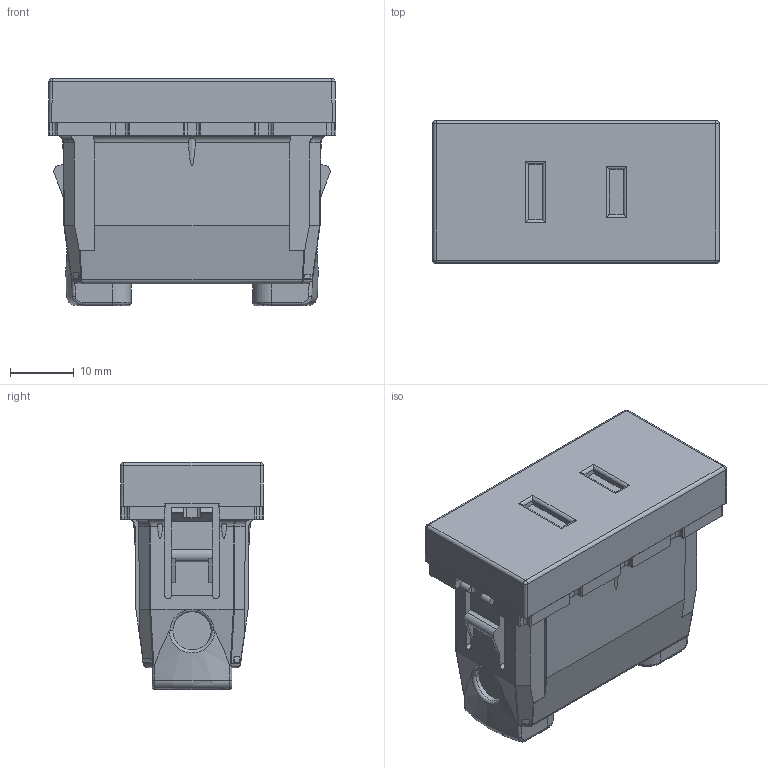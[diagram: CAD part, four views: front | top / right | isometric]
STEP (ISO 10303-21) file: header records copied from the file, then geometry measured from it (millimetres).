
FILE_DESCRIPTION(('CATIA V5 STEP Exchange','CAx-IF Rec.Pracs.--- Model Styling and Organization---1.5--- 2016-08-15','CAx-IF Rec.Pracs.---Supplemental Geometry---1.0---2011-11-01','CAx-IF Rec.Pracs.--- Composite Materials ---1.1---2010-07-15'),'2;1');
FILE_NAME('572605.stp','2025-03-10T13:14:58+00:00',('none'),('none'),'CATIA Version 5-6 Release 2020 SP3','CATIA V5 STEP AP214 v2','none');
FILE_SCHEMA(('AUTOMOTIVE_DESIGN { 1 0 10303 214 1 1 1 1 }'));
Length unit declared in the file: millimetre
Products named in the file (1): 572605
Bounding box: 45.05 x 22.48 x 35.6 mm (x, y, z)
Volume: 22551.6 mm3; surface area: 11645.5 mm2
Topology: 1 solids, 3 shells, 543 faces, 1647 edges, 1046 vertices
Faces by surface type: plane 285, cylinder 172, bspline 32, sphere 20, extrusion 14, cone 14, torus 6
Entity records: 21691 total; most frequent: CARTESIAN_POINT 8653, ORIENTED_EDGE 3242, DIRECTION 1882, EDGE_CURVE 1621, VERTEX_POINT 1046, VECTOR 927, LINE 913, AXIS2_PLACEMENT_3D 594
